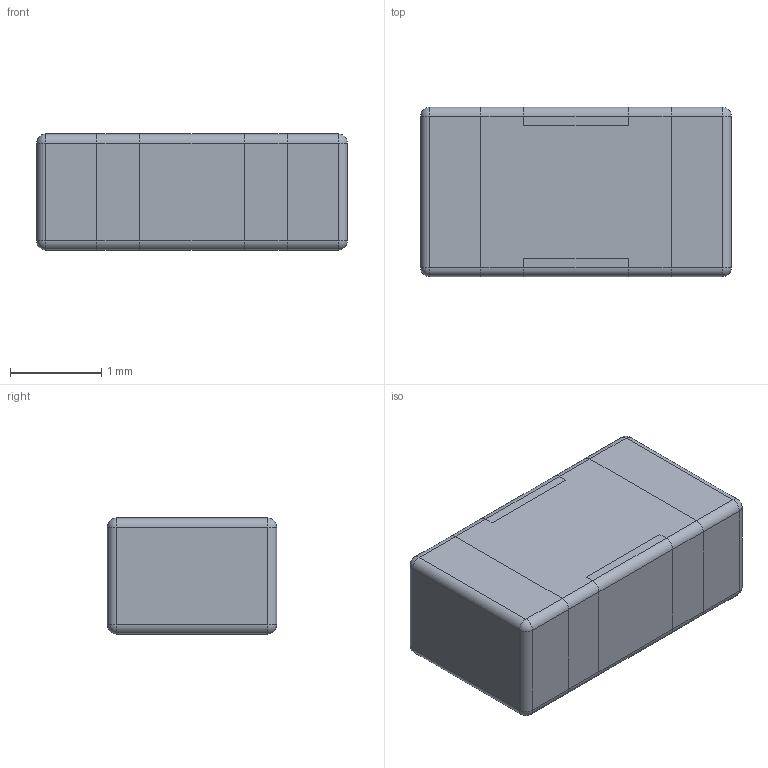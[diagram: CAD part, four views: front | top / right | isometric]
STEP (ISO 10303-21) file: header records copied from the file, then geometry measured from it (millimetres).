
FILE_DESCRIPTION((''),'2;1');
FILE_NAME('CAPC_JOHANSON_X2Y_1206.stp','2012-03-08T11:58:56',(''),(''),'Mechanical Desktop 2011','Mechanical Desktop 2011',', , ');
FILE_SCHEMA(('AUTOMOTIVE_DESIGN { 1 2 10303 214 1 1 1 1 }'));
Length unit declared in the file: millimetre
Products named in the file (1): Product
Bounding box: 3.4 x 1.85 x 1.27 mm (x, y, z)
Volume: 8 mm3; surface area: 42 mm2
Topology: 5 solids, 5 shells, 74 faces, 176 edges, 104 vertices
Faces by surface type: plane 38, cylinder 28, sphere 8
Entity records: 2104 total; most frequent: DIRECTION 374, CARTESIAN_POINT 347, ORIENTED_EDGE 336, EDGE_CURVE 168, AXIS2_PLACEMENT_3D 131, VECTOR 112, LINE 112, VERTEX_POINT 104
